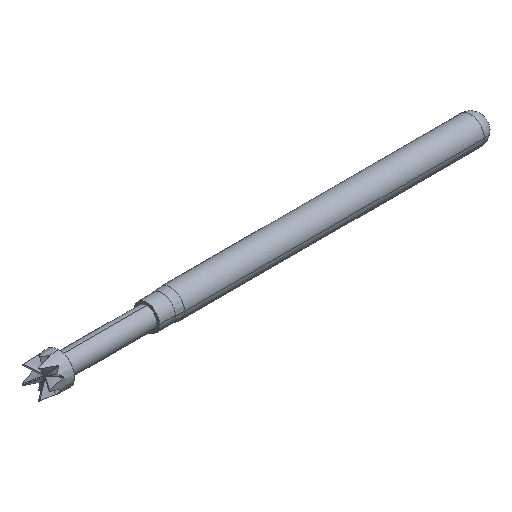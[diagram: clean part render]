
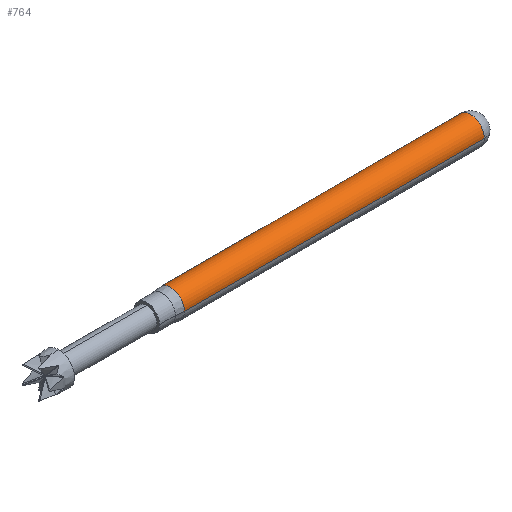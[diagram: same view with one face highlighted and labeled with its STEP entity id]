
A CAD part, isometric view. The second image highlights one B-rep face of the part: STEP entity #764.
In plain terms, the highlighted cylindrical face has radius 1.016 mm (diameter 2.032 mm), a partial arc.
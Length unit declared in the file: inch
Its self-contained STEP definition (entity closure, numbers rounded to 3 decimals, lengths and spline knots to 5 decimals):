
#623 = CARTESIAN_POINT ( 'NONE',  ( 0.93127, 0.04, 0. ) ) ;
#764 = ADVANCED_FACE ( 'NONE', ( #8196 ), #6616, .T. ) ;
#1526 = ORIENTED_EDGE ( 'NONE', *, *, #15316, .F. ) ;
#3090 = ORIENTED_EDGE ( 'NONE', *, *, #12581, .T. ) ;
#3408 = LINE ( 'NONE', #3812, #13155 ) ;
#3812 = CARTESIAN_POINT ( 'NONE',  ( -0.005, 0.04, 0. ) ) ;
#4092 = VERTEX_POINT ( 'NONE', #623 ) ;
#4534 = EDGE_CURVE ( 'NONE', #12022, #4092, #3408, .T. ) ;
#4648 = ORIENTED_EDGE ( 'NONE', *, *, #11170, .T. ) ;
#4977 = DIRECTION ( 'NONE',  ( 1., 0., 0. ) ) ;
#5364 = VECTOR ( 'NONE', #7007, 39.37008 ) ;
#5581 = CIRCLE ( 'NONE', #9919, 0.04 ) ;
#6036 = VERTEX_POINT ( 'NONE', #16026 ) ;
#6357 = LINE ( 'NONE', #14634, #5364 ) ;
#6377 = AXIS2_PLACEMENT_3D ( 'NONE', #13448, #7329, #7219 ) ;
#6616 = CYLINDRICAL_SURFACE ( 'NONE', #8633, 0.04 ) ;
#7007 = DIRECTION ( 'NONE',  ( 1., 0., 0. ) ) ;
#7219 = DIRECTION ( 'NONE',  ( 0., 1., 0. ) ) ;
#7329 = DIRECTION ( 'NONE',  ( 1., 0., 0. ) ) ;
#8196 = FACE_OUTER_BOUND ( 'NONE', #8897, .T. ) ;
#8367 = DIRECTION ( 'NONE',  ( 1., 0., 0. ) ) ;
#8633 = AXIS2_PLACEMENT_3D ( 'NONE', #13424, #9642, #13213 ) ;
#8897 = EDGE_LOOP ( 'NONE', ( #4648, #3090, #1526, #14025 ) ) ;
#9642 = DIRECTION ( 'NONE',  ( 1., 0., 0. ) ) ;
#9919 = AXIS2_PLACEMENT_3D ( 'NONE', #13430, #8367, #16039 ) ;
#11170 = EDGE_CURVE ( 'NONE', #12022, #16159, #5581, .T. ) ;
#12022 = VERTEX_POINT ( 'NONE', #15985 ) ;
#12581 = EDGE_CURVE ( 'NONE', #16159, #6036, #6357, .T. ) ;
#13065 = CARTESIAN_POINT ( 'NONE',  ( 0.06423, -0.04, 0. ) ) ;
#13155 = VECTOR ( 'NONE', #4977, 39.37008 ) ;
#13213 = DIRECTION ( 'NONE',  ( 0., 1., 0. ) ) ;
#13424 = CARTESIAN_POINT ( 'NONE',  ( -0.005, 0., 0. ) ) ;
#13430 = CARTESIAN_POINT ( 'NONE',  ( 0.06423, 0., 0. ) ) ;
#13448 = CARTESIAN_POINT ( 'NONE',  ( 0.93127, 0., 0. ) ) ;
#13720 = CIRCLE ( 'NONE', #6377, 0.04 ) ;
#14025 = ORIENTED_EDGE ( 'NONE', *, *, #4534, .F. ) ;
#14634 = CARTESIAN_POINT ( 'NONE',  ( -0.005, -0.04, 0. ) ) ;
#15316 = EDGE_CURVE ( 'NONE', #4092, #6036, #13720, .T. ) ;
#15985 = CARTESIAN_POINT ( 'NONE',  ( 0.06423, 0.04, 0. ) ) ;
#16026 = CARTESIAN_POINT ( 'NONE',  ( 0.93127, -0.04, 0. ) ) ;
#16039 = DIRECTION ( 'NONE',  ( 0., 1., 0. ) ) ;
#16159 = VERTEX_POINT ( 'NONE', #13065 ) ;
